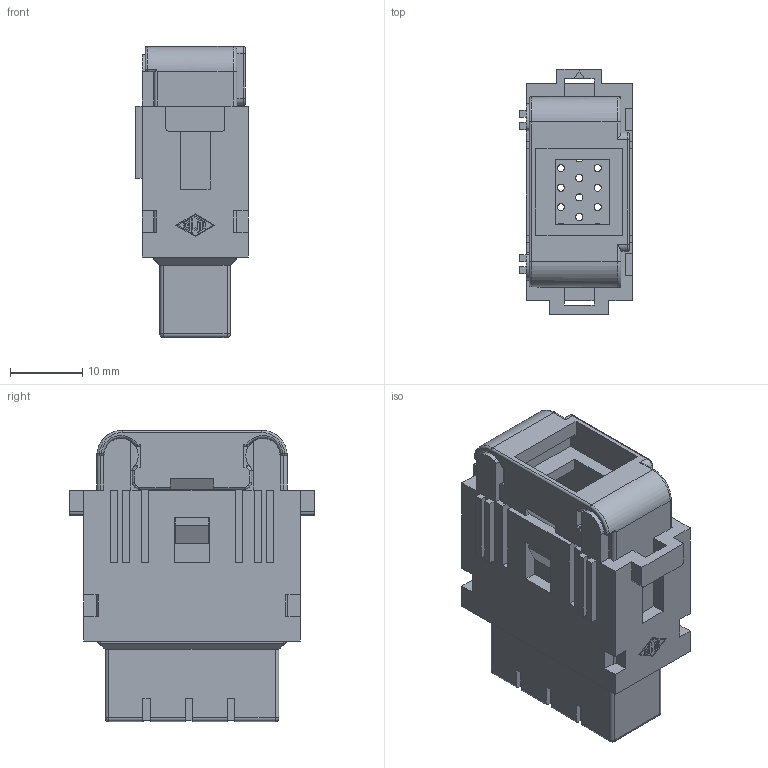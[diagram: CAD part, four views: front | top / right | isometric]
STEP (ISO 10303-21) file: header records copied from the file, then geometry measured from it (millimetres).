
FILE_DESCRIPTION(('Creo Elements/Direct Modeling STEP Export'),'2;1');
FILE_NAME('0lndrp34s2nlqpm5708','2019-08-05T15:23:22',(''),(''),'Creo Elements/Direct Modeling STEP processor for AP214 (Solid Model)','Creo Elements/Direct Modeling 20.1B 02-Apr-2019 (C) Parametric Technology GmbH','');
FILE_SCHEMA(('AUTOMOTIVE_DESIGN { 1 0 10303 214 1 1 1 1 }'));
Length unit declared in the file: millimetre
Products named in the file (2): CX_20S_IF
Assembly tree (1 placements, depth 2):
  CX_20S_IF
    CX_20S_IF
Bounding box: 15.6 x 34 x 40.3 mm (x, y, z)
Volume: 10445.7 mm3; surface area: 9088.3 mm2
Topology: 1 solids, 3 shells, 410 faces, 1435 edges, 1019 vertices
Faces by surface type: plane 256, cylinder 112, cone 16, torus 14, sphere 12
Entity records: 17764 total; most frequent: CARTESIAN_POINT 3969, ORIENTED_EDGE 2846, DIRECTION 2233, EDGE_CURVE 1423, VECTOR 1051, LINE 1051, VERTEX_POINT 1019, AXIS2_PLACEMENT_3D 591
